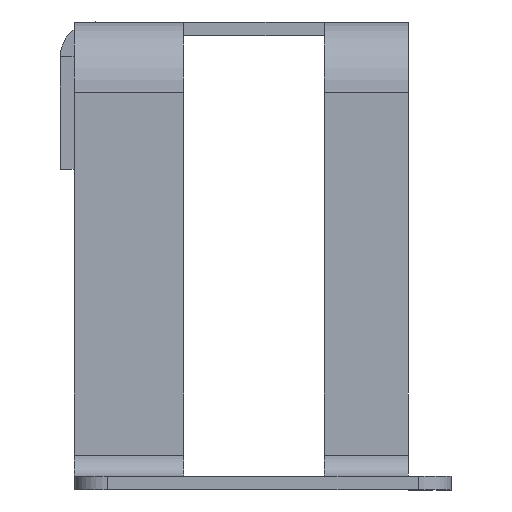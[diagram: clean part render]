
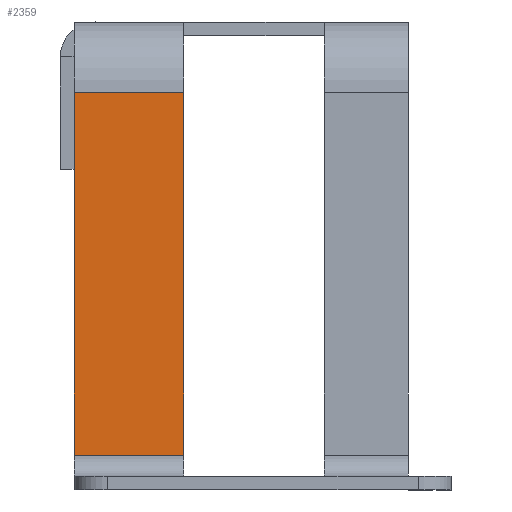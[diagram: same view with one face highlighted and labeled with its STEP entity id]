
A CAD part, left-side view. The second image highlights one B-rep face of the part: STEP entity #2359.
In plain terms, the highlighted planar face has unit normal (-1, 0, 0).
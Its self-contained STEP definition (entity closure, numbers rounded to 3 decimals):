
#216 = VECTOR ( 'NONE', #3191, 1000. ) ;
#228 = LINE ( 'NONE', #1764, #824 ) ;
#432 = CARTESIAN_POINT ( 'NONE',  ( -64.023, 12.5, -5.274 ) ) ;
#440 = EDGE_CURVE ( 'NONE', #3167, #744, #228, .T. ) ;
#485 = EDGE_CURVE ( 'NONE', #744, #3089, #3377, .T. ) ;
#528 = FACE_OUTER_BOUND ( 'NONE', #639, .T. ) ;
#592 = ORIENTED_EDGE ( 'NONE', *, *, #440, .F. ) ;
#639 = EDGE_LOOP ( 'NONE', ( #592, #3290, #2238, #2817 ) ) ;
#744 = VERTEX_POINT ( 'NONE', #2035 ) ;
#824 = VECTOR ( 'NONE', #2034, 1000. ) ;
#838 = DIRECTION ( 'NONE',  ( 0., 1., 0. ) ) ;
#1219 = CARTESIAN_POINT ( 'NONE',  ( -64.023, 12.5, -32.413 ) ) ;
#1326 = CARTESIAN_POINT ( 'NONE',  ( -64.023, 0., 0. ) ) ;
#1344 = VERTEX_POINT ( 'NONE', #432 ) ;
#1369 = VECTOR ( 'NONE', #838, 1000. ) ;
#1590 = PLANE ( 'NONE',  #1916 ) ;
#1599 = LINE ( 'NONE', #2928, #216 ) ;
#1631 = LINE ( 'NONE', #1795, #3020 ) ;
#1764 = CARTESIAN_POINT ( 'NONE',  ( -64.023, 4.288, 0. ) ) ;
#1795 = CARTESIAN_POINT ( 'NONE',  ( -64.023, 12.5, -35.024 ) ) ;
#1840 = DIRECTION ( 'NONE',  ( 0., 0., -1. ) ) ;
#1916 = AXIS2_PLACEMENT_3D ( 'NONE', #1326, #2364, #1840 ) ;
#1951 = EDGE_CURVE ( 'NONE', #3167, #1344, #1599, .T. ) ;
#2034 = DIRECTION ( 'NONE',  ( 0., 0., -1. ) ) ;
#2035 = CARTESIAN_POINT ( 'NONE',  ( -64.023, 4.288, -32.413 ) ) ;
#2238 = ORIENTED_EDGE ( 'NONE', *, *, #3179, .T. ) ;
#2359 = ADVANCED_FACE ( 'NONE', ( #528 ), #1590, .T. ) ;
#2364 = DIRECTION ( 'NONE',  ( -1., 0., 0. ) ) ;
#2414 = CARTESIAN_POINT ( 'NONE',  ( -64.023, -12.5, -32.413 ) ) ;
#2817 = ORIENTED_EDGE ( 'NONE', *, *, #485, .F. ) ;
#2928 = CARTESIAN_POINT ( 'NONE',  ( -64.023, 0., -5.274 ) ) ;
#3020 = VECTOR ( 'NONE', #3372, 1000. ) ;
#3089 = VERTEX_POINT ( 'NONE', #1219 ) ;
#3099 = CARTESIAN_POINT ( 'NONE',  ( -64.023, 4.288, -5.274 ) ) ;
#3167 = VERTEX_POINT ( 'NONE', #3099 ) ;
#3179 = EDGE_CURVE ( 'NONE', #1344, #3089, #1631, .T. ) ;
#3191 = DIRECTION ( 'NONE',  ( 0., 1., 0. ) ) ;
#3290 = ORIENTED_EDGE ( 'NONE', *, *, #1951, .T. ) ;
#3372 = DIRECTION ( 'NONE',  ( 0., 0., -1. ) ) ;
#3377 = LINE ( 'NONE', #2414, #1369 ) ;
